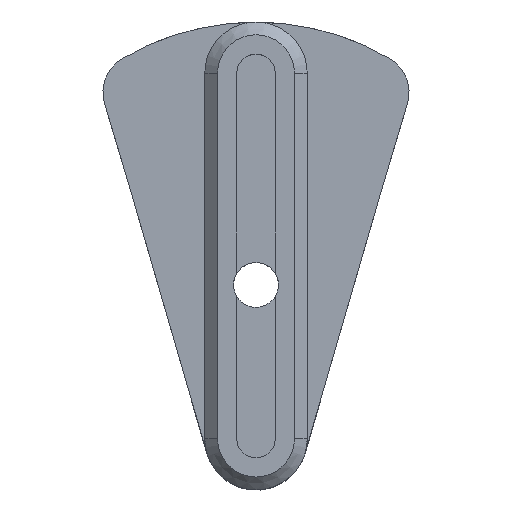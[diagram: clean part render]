
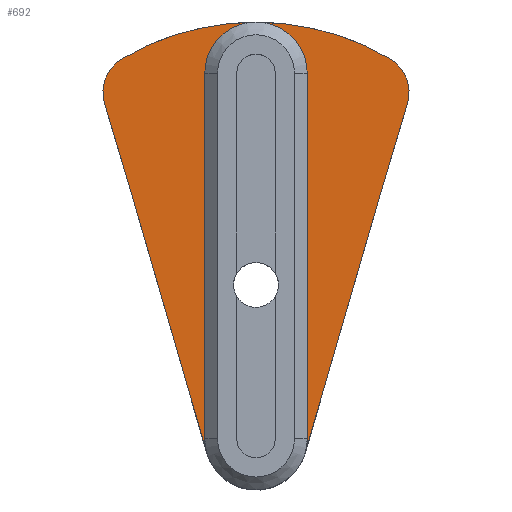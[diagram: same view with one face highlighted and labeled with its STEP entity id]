
A CAD part, top view. The second image highlights one B-rep face of the part: STEP entity #692.
In plain terms, the highlighted planar face has unit normal (0, 0, 1).
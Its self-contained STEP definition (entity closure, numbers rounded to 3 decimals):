
#39=PLANE('',#778);
#72=FACE_OUTER_BOUND('',#113,.T.);
#113=EDGE_LOOP('',(#601,#602,#603,#604,#605,#606,#607,#608,#609,#610,#611,
#612));
#131=LINE('',#1056,#192);
#138=LINE('',#1082,#199);
#142=LINE('',#1091,#203);
#145=LINE('',#1096,#206);
#152=LINE('',#1123,#213);
#169=LINE('',#1164,#230);
#192=VECTOR('',#837,10.);
#199=VECTOR('',#862,10.);
#203=VECTOR('',#874,10.);
#206=VECTOR('',#879,10.);
#213=VECTOR('',#904,10.);
#230=VECTOR('',#943,10.);
#261=CIRCLE('',#746,4.);
#274=CIRCLE('',#775,3.);
#275=CIRCLE('',#777,20.5);
#276=CIRCLE('',#779,4.);
#277=CIRCLE('',#780,3.);
#278=CIRCLE('',#781,4.);
#299=VERTEX_POINT('',#1053);
#300=VERTEX_POINT('',#1055);
#309=VERTEX_POINT('',#1079);
#310=VERTEX_POINT('',#1081);
#311=VERTEX_POINT('',#1090);
#312=VERTEX_POINT('',#1094);
#315=VERTEX_POINT('',#1101);
#316=VERTEX_POINT('',#1103);
#323=VERTEX_POINT('',#1122);
#336=VERTEX_POINT('',#1162);
#342=VERTEX_POINT('',#1187);
#343=VERTEX_POINT('',#1191);
#368=EDGE_CURVE('',#299,#300,#131,.T.);
#381=EDGE_CURVE('',#310,#309,#138,.T.);
#386=EDGE_CURVE('',#300,#311,#142,.T.);
#389=EDGE_CURVE('',#309,#312,#145,.T.);
#392=EDGE_CURVE('',#316,#315,#261,.T.);
#401=EDGE_CURVE('',#323,#316,#152,.T.);
#422=EDGE_CURVE('',#315,#336,#169,.T.);
#434=EDGE_CURVE('',#311,#342,#274,.T.);
#436=EDGE_CURVE('',#343,#342,#275,.T.);
#438=EDGE_CURVE('',#336,#310,#276,.T.);
#439=EDGE_CURVE('',#343,#312,#277,.T.);
#440=EDGE_CURVE('',#299,#323,#278,.T.);
#601=ORIENTED_EDGE('',*,*,#438,.T.);
#602=ORIENTED_EDGE('',*,*,#381,.T.);
#603=ORIENTED_EDGE('',*,*,#389,.T.);
#604=ORIENTED_EDGE('',*,*,#439,.F.);
#605=ORIENTED_EDGE('',*,*,#436,.T.);
#606=ORIENTED_EDGE('',*,*,#434,.F.);
#607=ORIENTED_EDGE('',*,*,#386,.F.);
#608=ORIENTED_EDGE('',*,*,#368,.F.);
#609=ORIENTED_EDGE('',*,*,#440,.T.);
#610=ORIENTED_EDGE('',*,*,#401,.T.);
#611=ORIENTED_EDGE('',*,*,#392,.T.);
#612=ORIENTED_EDGE('',*,*,#422,.T.);
#692=ADVANCED_FACE('',(#72),#39,.F.);
#746=AXIS2_PLACEMENT_3D('',#1104,#885,#886);
#775=AXIS2_PLACEMENT_3D('',#1188,#972,#973);
#777=AXIS2_PLACEMENT_3D('',#1192,#977,#978);
#778=AXIS2_PLACEMENT_3D('',#1194,#980,#981);
#779=AXIS2_PLACEMENT_3D('',#1195,#982,#983);
#780=AXIS2_PLACEMENT_3D('',#1196,#984,#985);
#781=AXIS2_PLACEMENT_3D('',#1197,#986,#987);
#837=DIRECTION('',(-0.278,0.96,0.));
#862=DIRECTION('',(0.278,0.96,0.));
#874=DIRECTION('',(-0.286,0.958,0.));
#879=DIRECTION('',(0.286,0.958,0.));
#885=DIRECTION('center_axis',(0.,0.,
-1.));
#886=DIRECTION('ref_axis',(1.,0.,0.));
#904=DIRECTION('',(0.,1.,0.));
#943=DIRECTION('',(0.,-1.,0.));
#972=DIRECTION('center_axis',(0.,0.,
-1.));
#973=DIRECTION('ref_axis',(-0.932,0.364,0.));
#977=DIRECTION('center_axis',(0.,0.,
1.));
#978=DIRECTION('ref_axis',(-0.707,-0.707,0.));
#980=DIRECTION('center_axis',(0.,0.,
-1.));
#981=DIRECTION('ref_axis',(-0.707,0.707,0.));
#982=DIRECTION('center_axis',(0.,0.,
-1.));
#983=DIRECTION('ref_axis',(0.707,0.707,0.));
#984=DIRECTION('center_axis',(0.,0.,
-1.));
#985=DIRECTION('ref_axis',(0.932,0.364,0.));
#986=DIRECTION('center_axis',(0.,0.,
-1.));
#987=DIRECTION('ref_axis',(0.707,0.707,0.));
#1053=CARTESIAN_POINT('',(-2573.553,2704.597,11.));
#1055=CARTESIAN_POINT('',(-2579.449,2724.934,11.));
#1056=CARTESIAN_POINT('',(-2579.449,2724.934,11.));
#1079=CARTESIAN_POINT('',(-2559.973,2724.934,11.));
#1081=CARTESIAN_POINT('',(-2565.87,2704.597,11.));
#1082=CARTESIAN_POINT('',(-2559.973,2724.934,11.));
#1090=CARTESIAN_POINT('',(-2581.528,2731.896,11.));
#1091=CARTESIAN_POINT('',(-2579.449,2724.934,11.));
#1094=CARTESIAN_POINT('',(-2557.895,2731.896,11.));
#1096=CARTESIAN_POINT('',(-2559.973,2724.934,11.));
#1101=CARTESIAN_POINT('',(-2565.711,2734.211,11.));
#1103=CARTESIAN_POINT('',(-2573.711,2734.211,11.));
#1104=CARTESIAN_POINT('Origin',(-2569.711,2734.211,11.));
#1122=CARTESIAN_POINT('',(-2573.711,2705.711,11.));
#1123=CARTESIAN_POINT('',(-2573.711,2729.883,11.));
#1162=CARTESIAN_POINT('',(-2565.711,2705.711,11.));
#1164=CARTESIAN_POINT('',(-2565.711,2714.383,11.));
#1187=CARTESIAN_POINT('',(-2580.186,2735.333,11.));
#1188=CARTESIAN_POINT('Origin',(-2578.653,2732.754,11.));
#1191=CARTESIAN_POINT('',(-2559.237,2735.333,11.));
#1192=CARTESIAN_POINT('Origin',(-2569.711,2717.711,11.));
#1194=CARTESIAN_POINT('Origin',(-2572.385,2723.056,11.));
#1195=CARTESIAN_POINT('Origin',(-2569.711,2705.711,11.));
#1196=CARTESIAN_POINT('Origin',(-2560.77,2732.754,11.));
#1197=CARTESIAN_POINT('Origin',(-2569.711,2705.711,11.));
